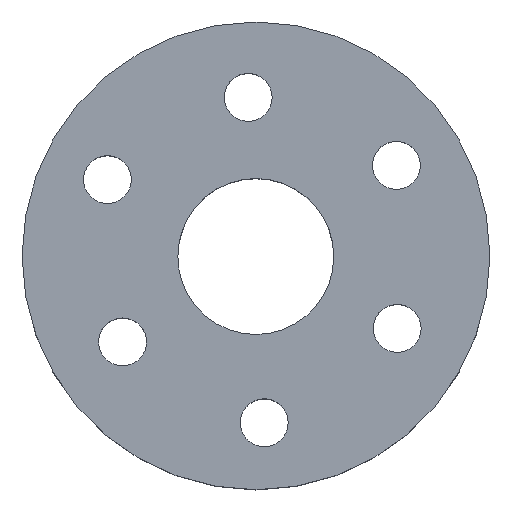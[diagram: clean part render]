
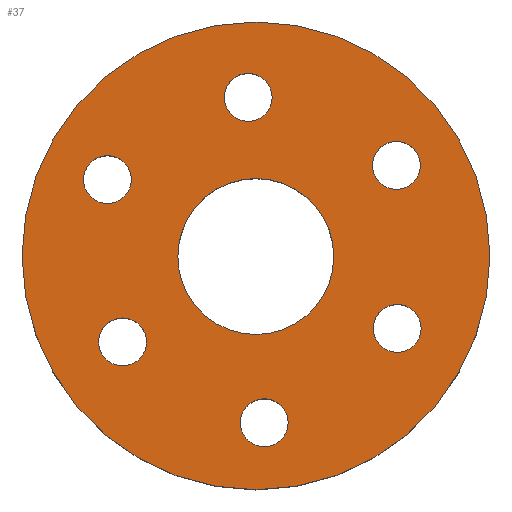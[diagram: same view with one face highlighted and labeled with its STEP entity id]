
A CAD part, top view. The second image highlights one B-rep face of the part: STEP entity #37.
In plain terms, the highlighted planar face has unit normal (0, 0, 1).
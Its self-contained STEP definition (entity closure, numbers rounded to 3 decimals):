
#34=PLANE('',#209);
#37=ADVANCED_FACE('',(#56,#57,#58,#59,#60,#61,#62,#63),#34,.F.);
#56=FACE_BOUND('',#88,.T.);
#57=FACE_BOUND('',#89,.T.);
#58=FACE_BOUND('',#90,.T.);
#59=FACE_BOUND('',#91,.T.);
#60=FACE_BOUND('',#92,.T.);
#61=FACE_BOUND('',#93,.T.);
#62=FACE_BOUND('',#94,.T.);
#63=FACE_BOUND('',#95,.T.);
#88=EDGE_LOOP('',(#120));
#89=EDGE_LOOP('',(#121));
#90=EDGE_LOOP('',(#122));
#91=EDGE_LOOP('',(#123));
#92=EDGE_LOOP('',(#124));
#93=EDGE_LOOP('',(#125));
#94=EDGE_LOOP('',(#126));
#95=EDGE_LOOP('',(#127));
#120=ORIENTED_EDGE('',*,*,#168,.T.);
#121=ORIENTED_EDGE('',*,*,#169,.F.);
#122=ORIENTED_EDGE('',*,*,#170,.F.);
#123=ORIENTED_EDGE('',*,*,#171,.F.);
#124=ORIENTED_EDGE('',*,*,#172,.F.);
#125=ORIENTED_EDGE('',*,*,#173,.F.);
#126=ORIENTED_EDGE('',*,*,#174,.F.);
#127=ORIENTED_EDGE('',*,*,#166,.F.);
#150=VERTEX_POINT('',#281);
#152=VERTEX_POINT('',#286);
#153=VERTEX_POINT('',#288);
#154=VERTEX_POINT('',#290);
#155=VERTEX_POINT('',#292);
#156=VERTEX_POINT('',#294);
#157=VERTEX_POINT('',#296);
#158=VERTEX_POINT('',#298);
#166=EDGE_CURVE('',#150,#150,#182,.T.);
#168=EDGE_CURVE('',#152,#152,#184,.T.);
#169=EDGE_CURVE('',#153,#153,#185,.T.);
#170=EDGE_CURVE('',#154,#154,#186,.T.);
#171=EDGE_CURVE('',#155,#155,#187,.T.);
#172=EDGE_CURVE('',#156,#156,#188,.T.);
#173=EDGE_CURVE('',#157,#157,#189,.T.);
#174=EDGE_CURVE('',#158,#158,#190,.T.);
#182=CIRCLE('',#199,21.);
#184=CIRCLE('',#202,7.);
#185=CIRCLE('',#203,2.15);
#186=CIRCLE('',#204,2.15);
#187=CIRCLE('',#205,2.15);
#188=CIRCLE('',#206,2.15);
#189=CIRCLE('',#207,2.15);
#190=CIRCLE('',#208,2.15);
#199=AXIS2_PLACEMENT_3D('',#280,#227,#228);
#202=AXIS2_PLACEMENT_3D('',#285,#233,#234);
#203=AXIS2_PLACEMENT_3D('',#287,#235,#236);
#204=AXIS2_PLACEMENT_3D('',#289,#237,#238);
#205=AXIS2_PLACEMENT_3D('',#291,#239,#240);
#206=AXIS2_PLACEMENT_3D('',#293,#241,#242);
#207=AXIS2_PLACEMENT_3D('',#295,#243,#244);
#208=AXIS2_PLACEMENT_3D('',#297,#245,#246);
#209=AXIS2_PLACEMENT_3D('',#299,#247,#248);
#227=DIRECTION('',(0.,0.,-1.));
#228=DIRECTION('',(1.,0.,0.));
#233=DIRECTION('',(0.,0.,-1.));
#234=DIRECTION('',(-1.,0.,0.));
#235=DIRECTION('',(0.,0.,1.));
#236=DIRECTION('',(-1.,0.,0.));
#237=DIRECTION('',(0.,0.,1.));
#238=DIRECTION('',(-1.,0.,0.));
#239=DIRECTION('',(0.,0.,1.));
#240=DIRECTION('',(-1.,0.,0.));
#241=DIRECTION('',(0.,0.,1.));
#242=DIRECTION('',(-1.,0.,0.));
#243=DIRECTION('',(0.,0.,1.));
#244=DIRECTION('',(-1.,0.,0.));
#245=DIRECTION('',(0.,0.,1.));
#246=DIRECTION('',(-1.,0.,0.));
#247=DIRECTION('',(0.,0.,-1.));
#248=DIRECTION('',(-1.,0.,0.));
#280=CARTESIAN_POINT('',(0.015,0.055,11.));
#281=CARTESIAN_POINT('',(21.015,0.055,11.));
#285=CARTESIAN_POINT('',(0.,0.,11.));
#286=CARTESIAN_POINT('',(-7.,0.,11.));
#287=CARTESIAN_POINT('',(12.692,-6.453,11.));
#288=CARTESIAN_POINT('',(10.542,-6.453,11.));
#289=CARTESIAN_POINT('',(0.754,-14.927,11.));
#290=CARTESIAN_POINT('',(-1.396,-14.927,11.));
#291=CARTESIAN_POINT('',(-11.959,-7.67,11.));
#292=CARTESIAN_POINT('',(-14.109,-7.67,11.));
#293=CARTESIAN_POINT('',(-13.329,6.906,11.));
#294=CARTESIAN_POINT('',(-15.479,6.906,11.));
#295=CARTESIAN_POINT('',(-0.687,14.287,11.));
#296=CARTESIAN_POINT('',(-2.837,14.287,11.));
#297=CARTESIAN_POINT('',(12.62,8.186,11.));
#298=CARTESIAN_POINT('',(10.47,8.186,11.));
#299=CARTESIAN_POINT('',(0.015,0.055,11.));
